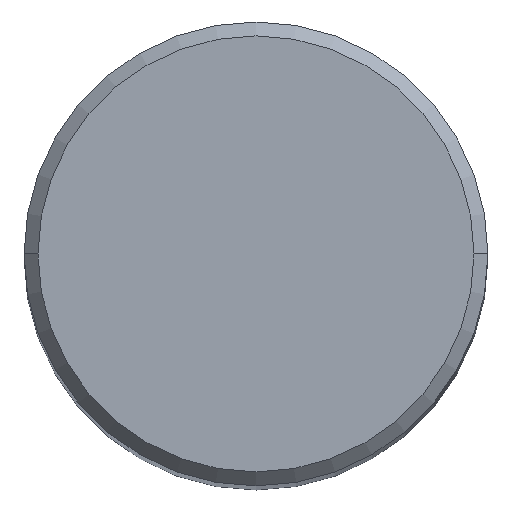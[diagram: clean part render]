
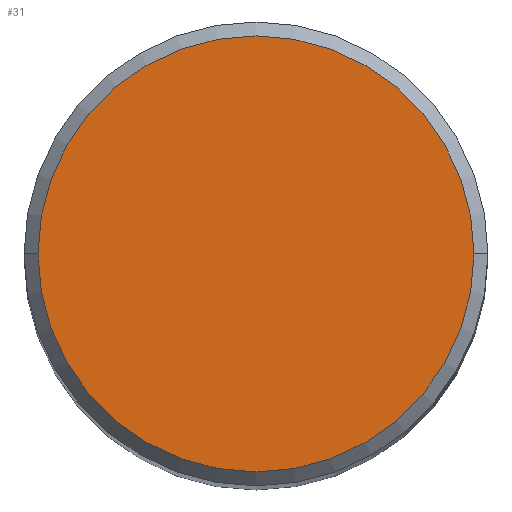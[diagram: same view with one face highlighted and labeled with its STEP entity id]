
A CAD part, top view. The second image highlights one B-rep face of the part: STEP entity #31.
In plain terms, the highlighted planar face has unit normal (0, 0, 1).
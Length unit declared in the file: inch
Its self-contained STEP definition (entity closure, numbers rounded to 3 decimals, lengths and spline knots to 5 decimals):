
#14 = ORIENTED_EDGE ( 'NONE', *, *, #74, .T. ) ;
#17 = DIRECTION ( 'NONE',  ( 0., 0., 1. ) ) ;
#31 = ADVANCED_FACE ( 'NONE', ( #173 ), #248, .T. ) ;
#35 = VERTEX_POINT ( 'NONE', #78 ) ;
#44 = AXIS2_PLACEMENT_3D ( 'NONE', #111, #244, #49 ) ;
#49 = DIRECTION ( 'NONE',  ( 1., 0., 0. ) ) ;
#56 = EDGE_LOOP ( 'NONE', ( #14, #232 ) ) ;
#59 = CARTESIAN_POINT ( 'NONE',  ( 0., 0., 3. ) ) ;
#74 = EDGE_CURVE ( 'NONE', #137, #35, #228, .T. ) ;
#78 = CARTESIAN_POINT ( 'NONE',  ( 0.235, 0., 3. ) ) ;
#104 = CARTESIAN_POINT ( 'NONE',  ( -0.235, 0., 3. ) ) ;
#111 = CARTESIAN_POINT ( 'NONE',  ( 0., 0., 3. ) ) ;
#137 = VERTEX_POINT ( 'NONE', #104 ) ;
#154 = DIRECTION ( 'NONE',  ( 1., 0., 0. ) ) ;
#165 = AXIS2_PLACEMENT_3D ( 'NONE', #59, #229, #154 ) ;
#173 = FACE_OUTER_BOUND ( 'NONE', #56, .T. ) ;
#176 = DIRECTION ( 'NONE',  ( 1., 0., 0. ) ) ;
#179 = CIRCLE ( 'NONE', #44, 0.235 ) ;
#183 = AXIS2_PLACEMENT_3D ( 'NONE', #195, #17, #176 ) ;
#195 = CARTESIAN_POINT ( 'NONE',  ( 0., 0., 3. ) ) ;
#228 = CIRCLE ( 'NONE', #183, 0.235 ) ;
#229 = DIRECTION ( 'NONE',  ( 0., 0., 1. ) ) ;
#232 = ORIENTED_EDGE ( 'NONE', *, *, #246, .T. ) ;
#244 = DIRECTION ( 'NONE',  ( 0., 0., 1. ) ) ;
#246 = EDGE_CURVE ( 'NONE', #35, #137, #179, .T. ) ;
#248 = PLANE ( 'NONE',  #165 ) ;
